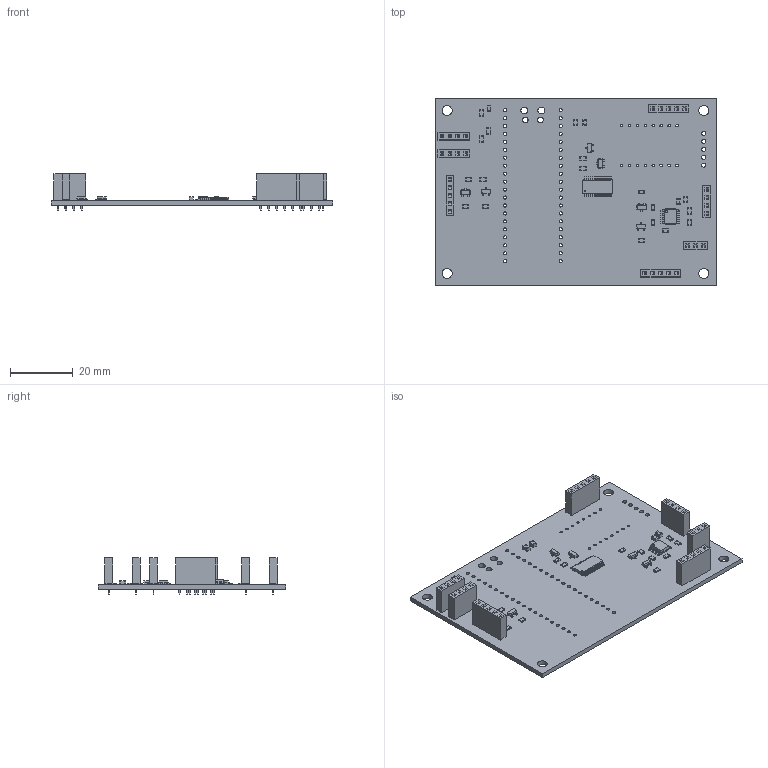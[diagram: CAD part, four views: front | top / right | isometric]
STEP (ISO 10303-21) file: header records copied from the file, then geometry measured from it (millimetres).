
FILE_DESCRIPTION(('KiCad electronic assembly'),'2;1');
FILE_NAME('Surgery_Lamp_Control_PCB.step','2025-03-28T02:27:43',( 'Pcbnew'),('Kicad'),'Open CASCADE STEP processor 7.9', 'KiCad to STEP converter','Unknown');
FILE_SCHEMA(('AUTOMOTIVE_DESIGN { 1 0 10303 214 1 1 1 1 }'));
Length unit declared in the file: millimetre
Products named in the file (10): Surgery_Lamp_Control_PCB 1; SOT-23-3; C_0805_2012Metric; PinSocket_1x05_P2.54mm_Vertical; R_0805_2012Metric; PinSocket_1x04_P2.54mm_Vertical; TSSOP-28_4.4x9.7mm_P0.65mm; SOIC-8-1EP_3.9x4.9mm_P1.27mm_EP2.29x3mm; PinSocket_1x03_P2.54mm_Vertical; Surgery_Lamp_Control_PCB_PCB
Assembly tree (37 placements, depth 2):
  Surgery_Lamp_Control_PCB 1
    SOT-23-3  x6
    C_0805_2012Metric  x4
    PinSocket_1x05_P2.54mm_Vertical  x3
    R_0805_2012Metric  x17
    PinSocket_1x04_P2.54mm_Vertical  x3
    TSSOP-28_4.4x9.7mm_P0.65mm
    SOIC-8-1EP_3.9x4.9mm_P1.27mm_EP2.29x3mm
    PinSocket_1x03_P2.54mm_Vertical
    Surgery_Lamp_Control_PCB_PCB
Bounding box: 90 x 60 x 11.6 mm (x, y, z)
Volume: 9656.2 mm3; surface area: 14808.4 mm2
Topology: 37 solids, 37 shells, 2531 faces, 6627 edges, 4247 vertices
Faces by surface type: plane 1867, cylinder 500, bspline 164
Full cylindrical faces by diameter (mm): 0.5 x1, 0.8 x16, 1 x70, 1.295 x5, 1.85 x2, 2.2 x2, 3.2 x4
Entity records: 46284 total; most frequent: CARTESIAN_POINT 6694, ORIENTED_EDGE 6276, DIRECTION 5876, EDGE_CURVE 3138, LINE 2504, VECTOR 2504, VERTEX_POINT 2008, AXIS2_PLACEMENT_3D 1686
